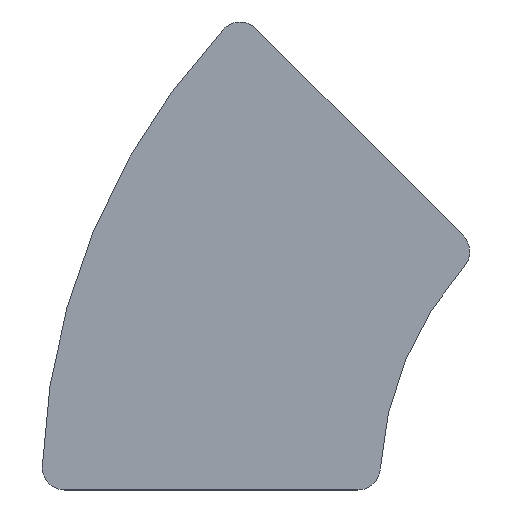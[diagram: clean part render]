
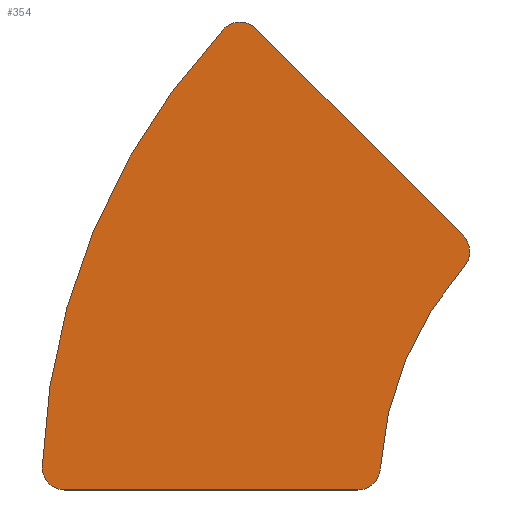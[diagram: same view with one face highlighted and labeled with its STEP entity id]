
A CAD part, left-side view. The second image highlights one B-rep face of the part: STEP entity #354.
In plain terms, the highlighted planar face has unit normal (-1, 0, 0).
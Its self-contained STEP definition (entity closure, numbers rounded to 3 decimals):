
#3 = CARTESIAN_POINT ( 'NONE',  ( 0., 24.586, -25.831 ) ) ;
#26 = VECTOR ( 'NONE', #483, 1000. ) ;
#31 = VERTEX_POINT ( 'NONE', #586 ) ;
#63 = DIRECTION ( 'NONE',  ( 0., 0., -1. ) ) ;
#72 = EDGE_CURVE ( 'NONE', #579, #197, #421, .T. ) ;
#74 = LINE ( 'NONE', #316, #184 ) ;
#79 = CARTESIAN_POINT ( 'NONE',  ( 0., 27.585, -22.728 ) ) ;
#83 = ORIENTED_EDGE ( 'NONE', *, *, #430, .F. ) ;
#93 = EDGE_CURVE ( 'NONE', #161, #579, #373, .T. ) ;
#97 = DIRECTION ( 'NONE',  ( 1., 0., 0. ) ) ;
#101 = DIRECTION ( 'NONE',  ( 0., 0., 1. ) ) ;
#107 = DIRECTION ( 'NONE',  ( 1., 0., 0. ) ) ;
#109 = CARTESIAN_POINT ( 'NONE',  ( 0., -26.366, 5.922 ) ) ;
#112 = ORIENTED_EDGE ( 'NONE', *, *, #72, .F. ) ;
#116 = EDGE_CURVE ( 'NONE', #324, #481, #74, .T. ) ;
#126 = VERTEX_POINT ( 'NONE', #604 ) ;
#136 = AXIS2_PLACEMENT_3D ( 'NONE', #109, #441, #541 ) ;
#141 = AXIS2_PLACEMENT_3D ( 'NONE', #433, #97, #336 ) ;
#161 = VERTEX_POINT ( 'NONE', #274 ) ;
#165 = DIRECTION ( 'NONE',  ( 0., 0., 1. ) ) ;
#181 = EDGE_LOOP ( 'NONE', ( #534, #347, #321, #326, #339, #571, #83, #112, #629 ) ) ;
#184 = VECTOR ( 'NONE', #453, 1000. ) ;
#194 = AXIS2_PLACEMENT_3D ( 'NONE', #196, #284, #474 ) ;
#196 = CARTESIAN_POINT ( 'NONE',  ( 0., 1.241, 33.529 ) ) ;
#197 = VERTEX_POINT ( 'NONE', #79 ) ;
#233 = CIRCLE ( 'NONE', #141, 90. ) ;
#250 = CIRCLE ( 'NONE', #267, 45. ) ;
#252 = CARTESIAN_POINT ( 'NONE',  ( 0., 24.586, -22.831 ) ) ;
#255 = CARTESIAN_POINT ( 'NONE',  ( 0., -0.88, 35.651 ) ) ;
#259 = CARTESIAN_POINT ( 'NONE',  ( 0., 3.434, 35.576 ) ) ;
#260 = FACE_OUTER_BOUND ( 'NONE', #181, .T. ) ;
#265 = VERTEX_POINT ( 'NONE', #530 ) ;
#267 = AXIS2_PLACEMENT_3D ( 'NONE', #606, #611, #63 ) ;
#274 = CARTESIAN_POINT ( 'NONE',  ( 0., -14.456, -25.831 ) ) ;
#284 = DIRECTION ( 'NONE',  ( 1., 0., 0. ) ) ;
#290 = CIRCLE ( 'NONE', #194, 3. ) ;
#296 = DIRECTION ( 'NONE',  ( 1., 0., 0. ) ) ;
#316 = CARTESIAN_POINT ( 'NONE',  ( 0., -0.88, 35.651 ) ) ;
#321 = ORIENTED_EDGE ( 'NONE', *, *, #369, .F. ) ;
#324 = VERTEX_POINT ( 'NONE', #255 ) ;
#326 = ORIENTED_EDGE ( 'NONE', *, *, #116, .F. ) ;
#329 = AXIS2_PLACEMENT_3D ( 'NONE', #362, #505, #165 ) ;
#336 = DIRECTION ( 'NONE',  ( 0., 0., -1. ) ) ;
#337 = CARTESIAN_POINT ( 'NONE',  ( 0., -14.456, -22.831 ) ) ;
#339 = ORIENTED_EDGE ( 'NONE', *, *, #445, .F. ) ;
#346 = DIRECTION ( 'NONE',  ( 0., 0., 1. ) ) ;
#347 = ORIENTED_EDGE ( 'NONE', *, *, #597, .F. ) ;
#354 = ADVANCED_FACE ( 'NONE', ( #260 ), #386, .F. ) ;
#357 = AXIS2_PLACEMENT_3D ( 'NONE', #337, #381, #101 ) ;
#362 = CARTESIAN_POINT ( 'NONE',  ( 0., 1.241, 33.529 ) ) ;
#369 = EDGE_CURVE ( 'NONE', #481, #265, #495, .T. ) ;
#373 = LINE ( 'NONE', #533, #26 ) ;
#380 = CARTESIAN_POINT ( 'NONE',  ( 0., -28.487, 8.044 ) ) ;
#381 = DIRECTION ( 'NONE',  ( 1., 0., 0. ) ) ;
#386 = PLANE ( 'NONE',  #469 ) ;
#391 = CARTESIAN_POINT ( 'NONE',  ( 0., -7.901, 9.902 ) ) ;
#405 = CIRCLE ( 'NONE', #357, 3. ) ;
#421 = CIRCLE ( 'NONE', #539, 3. ) ;
#430 = EDGE_CURVE ( 'NONE', #197, #620, #233, .T. ) ;
#433 = CARTESIAN_POINT ( 'NONE',  ( 0., -62.362, -25.831 ) ) ;
#441 = DIRECTION ( 'NONE',  ( 1., 0., 0. ) ) ;
#445 = EDGE_CURVE ( 'NONE', #31, #324, #290, .T. ) ;
#453 = DIRECTION ( 'NONE',  ( 0., -0.707, -0.707 ) ) ;
#469 = AXIS2_PLACEMENT_3D ( 'NONE', #391, #107, #484 ) ;
#474 = DIRECTION ( 'NONE',  ( 0., 0., 1. ) ) ;
#481 = VERTEX_POINT ( 'NONE', #380 ) ;
#483 = DIRECTION ( 'NONE',  ( 0., 1., 0. ) ) ;
#484 = DIRECTION ( 'NONE',  ( 0., 0., -1. ) ) ;
#495 = CIRCLE ( 'NONE', #136, 3. ) ;
#505 = DIRECTION ( 'NONE',  ( 1., 0., 0. ) ) ;
#516 = CIRCLE ( 'NONE', #329, 3. ) ;
#530 = CARTESIAN_POINT ( 'NONE',  ( 0., -28.616, 3.938 ) ) ;
#533 = CARTESIAN_POINT ( 'NONE',  ( 0., -7.901, -25.831 ) ) ;
#534 = ORIENTED_EDGE ( 'NONE', *, *, #566, .F. ) ;
#539 = AXIS2_PLACEMENT_3D ( 'NONE', #252, #296, #346 ) ;
#541 = DIRECTION ( 'NONE',  ( 0., 0., 1. ) ) ;
#566 = EDGE_CURVE ( 'NONE', #126, #161, #405, .T. ) ;
#571 = ORIENTED_EDGE ( 'NONE', *, *, #615, .F. ) ;
#579 = VERTEX_POINT ( 'NONE', #3 ) ;
#586 = CARTESIAN_POINT ( 'NONE',  ( 0., 1.241, 36.529 ) ) ;
#597 = EDGE_CURVE ( 'NONE', #265, #126, #250, .T. ) ;
#604 = CARTESIAN_POINT ( 'NONE',  ( 0., -17.45, -23.019 ) ) ;
#606 = CARTESIAN_POINT ( 'NONE',  ( 0., -62.362, -25.831 ) ) ;
#611 = DIRECTION ( 'NONE',  ( -1., 0., 0. ) ) ;
#615 = EDGE_CURVE ( 'NONE', #620, #31, #516, .T. ) ;
#620 = VERTEX_POINT ( 'NONE', #259 ) ;
#629 = ORIENTED_EDGE ( 'NONE', *, *, #93, .F. ) ;
